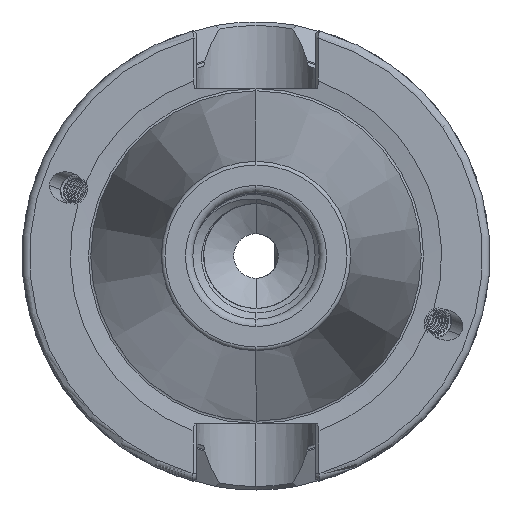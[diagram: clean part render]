
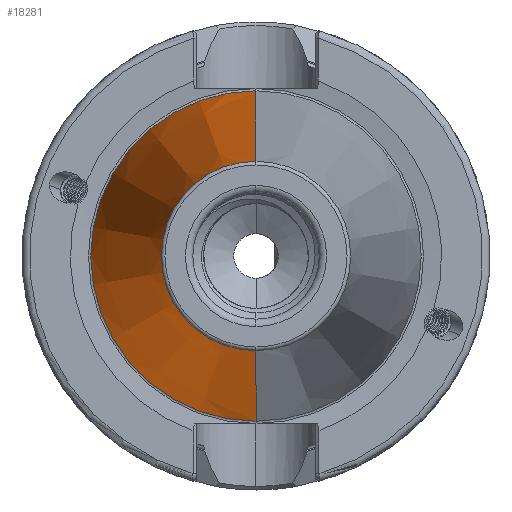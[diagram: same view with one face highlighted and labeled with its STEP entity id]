
A CAD part, left-side view. The second image highlights one B-rep face of the part: STEP entity #18281.
In plain terms, the highlighted conical face has half-angle 8.297 degrees and reference radius 22.24 mm.
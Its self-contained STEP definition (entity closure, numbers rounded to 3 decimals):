
#1787 = EDGE_LOOP ( 'NONE', ( #8289, #8301, #8330, #8218 ) ) ;
#2900 = EDGE_CURVE ( 'NONE', #20129, #20182, #3444, .T. ) ;
#2955 = EDGE_CURVE ( 'NONE', #20178, #20129, #3546, .T. ) ;
#2992 = EDGE_CURVE ( 'NONE', #20174, #20182, #3510, .T. ) ;
#2997 = EDGE_CURVE ( 'NONE', #20178, #20174, #3588, .T. ) ;
#3168 = AXIS2_PLACEMENT_3D ( 'NONE', #5637, #5640, #5654 ) ;
#3444 = CIRCLE ( 'NONE', #10079, 22.24 ) ;
#3510 = LINE ( 'NONE', #9543, #3513 ) ;
#3513 = VECTOR ( 'NONE', #9530, 1000. ) ;
#3546 = LINE ( 'NONE', #9341, #3556 ) ;
#3556 = VECTOR ( 'NONE', #9342, 1000. ) ;
#3588 = CIRCLE ( 'NONE', #10117, 12.75 ) ;
#5637 = CARTESIAN_POINT ( 'NONE',  ( -0.9, 0., 0. ) ) ;
#5640 = DIRECTION ( 'NONE',  ( 1., 0., 0. ) ) ;
#5654 = DIRECTION ( 'NONE',  ( 0., 0., -1. ) ) ;
#8218 = ORIENTED_EDGE ( 'NONE', *, *, #2955, .F. ) ;
#8289 = ORIENTED_EDGE ( 'NONE', *, *, #2997, .T. ) ;
#8301 = ORIENTED_EDGE ( 'NONE', *, *, #2992, .T. ) ;
#8330 = ORIENTED_EDGE ( 'NONE', *, *, #2900, .F. ) ;
#9194 = CARTESIAN_POINT ( 'NONE',  ( -0.9, 0., 0. ) ) ;
#9205 = DIRECTION ( 'NONE',  ( 1., 0., 0. ) ) ;
#9221 = DIRECTION ( 'NONE',  ( 0., 0., -1. ) ) ;
#9341 = CARTESIAN_POINT ( 'NONE',  ( -0.9, 0., -22.24 ) ) ;
#9342 = DIRECTION ( 'NONE',  ( 0.99, 0., -0.144 ) ) ;
#9530 = DIRECTION ( 'NONE',  ( 0.99, 0., 0.144 ) ) ;
#9543 = CARTESIAN_POINT ( 'NONE',  ( -0.9, 0., 22.24 ) ) ;
#9572 = CARTESIAN_POINT ( 'NONE',  ( -65.972, 0., 0. ) ) ;
#9576 = DIRECTION ( 'NONE',  ( 1., 0., 0. ) ) ;
#9588 = DIRECTION ( 'NONE',  ( 0., 0., -1. ) ) ;
#10079 = AXIS2_PLACEMENT_3D ( 'NONE', #9194, #9205, #9221 ) ;
#10117 = AXIS2_PLACEMENT_3D ( 'NONE', #9572, #9576, #9588 ) ;
#10386 = CONICAL_SURFACE ( 'NONE', #3168, 22.24, 0.145 ) ;
#10408 = FACE_OUTER_BOUND ( 'NONE', #1787, .T. ) ;
#11736 = CARTESIAN_POINT ( 'NONE',  ( -0.9, 0., -22.24 ) ) ;
#11795 = CARTESIAN_POINT ( 'NONE',  ( -65.972, 0., 12.75 ) ) ;
#11832 = CARTESIAN_POINT ( 'NONE',  ( -65.972, 0., -12.75 ) ) ;
#11848 = CARTESIAN_POINT ( 'NONE',  ( -0.9, 0., 22.24 ) ) ;
#18281 = ADVANCED_FACE ( 'NONE', ( #10408 ), #10386, .T. ) ;
#20129 = VERTEX_POINT ( 'NONE', #11736 ) ;
#20174 = VERTEX_POINT ( 'NONE', #11795 ) ;
#20178 = VERTEX_POINT ( 'NONE', #11832 ) ;
#20182 = VERTEX_POINT ( 'NONE', #11848 ) ;
